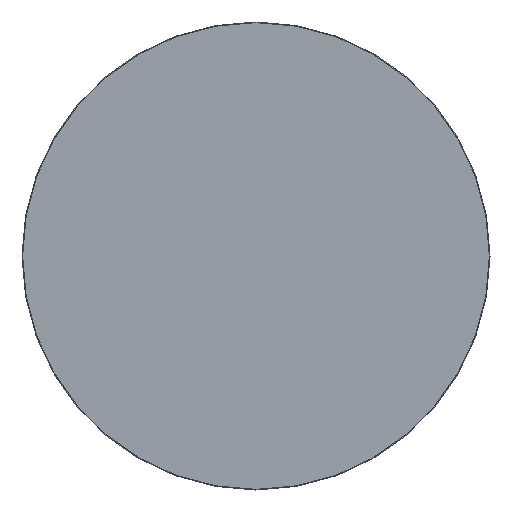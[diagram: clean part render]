
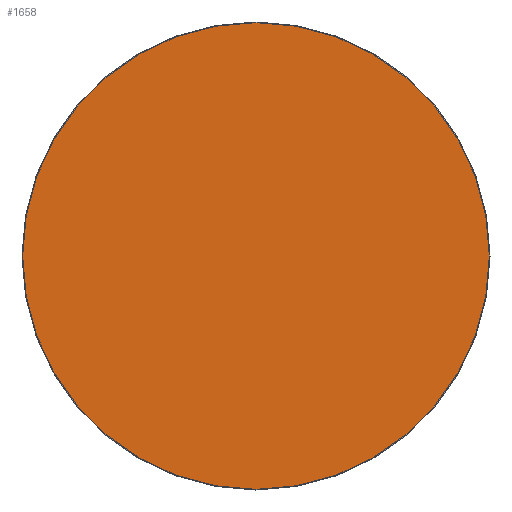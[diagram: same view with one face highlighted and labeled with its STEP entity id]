
A CAD part, front view. The second image highlights one B-rep face of the part: STEP entity #1658.
In plain terms, the highlighted planar face has unit normal (0, -1, 0).
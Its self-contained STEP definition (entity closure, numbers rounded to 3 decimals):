
#140=PLANE('',#1835);
#219=FACE_OUTER_BOUND('',#342,.T.);
#342=EDGE_LOOP('',(#1237));
#630=CIRCLE('',#1836,79.514);
#750=VERTEX_POINT('',#5651);
#928=EDGE_CURVE('',#750,#750,#630,.T.);
#1237=ORIENTED_EDGE('',*,*,#928,.T.);
#1658=ADVANCED_FACE('',(#219),#140,.T.);
#1835=AXIS2_PLACEMENT_3D('',#5650,#2175,#2176);
#1836=AXIS2_PLACEMENT_3D('',#5652,#2177,#2178);
#2175=DIRECTION('center_axis',(0.,-1.,0.));
#2176=DIRECTION('ref_axis',(0.,0.,-1.));
#2177=DIRECTION('center_axis',(0.,-1.,0.));
#2178=DIRECTION('ref_axis',(1.,0.,0.));
#5650=CARTESIAN_POINT('Origin',(50.31,-11.006,0.));
#5651=CARTESIAN_POINT('',(-4.187,-11.006,79.514));
#5652=CARTESIAN_POINT('Origin',(-4.187,-11.006,0.));
